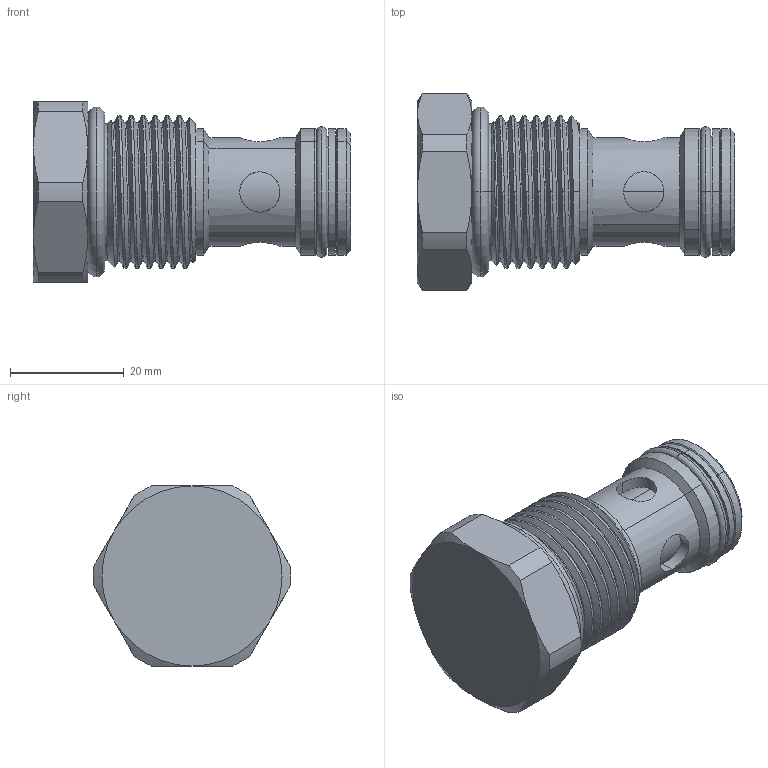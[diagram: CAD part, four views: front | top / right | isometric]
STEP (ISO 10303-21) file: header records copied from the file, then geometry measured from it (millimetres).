
FILE_DESCRIPTION (( 'STEP AP203' ), '1' );
FILE_NAME ('CV12W20-N.STEP', '2020-03-02T08:47:45', ( '' ), ( '' ), 'SwSTEP 2.0', 'SolidWorks 2018', '' );
FILE_SCHEMA (( 'CONFIG_CONTROL_DESIGN' ));
Length unit declared in the file: millimetre
Products named in the file (1): CV12W20-N
Bounding box: 55.88 x 34.78 x 31.7 mm (x, y, z)
Volume: 26044.9 mm3; surface area: 9003.6 mm2
Topology: 4 solids, 4 shells, 113 faces, 253 edges, 154 vertices
Faces by surface type: cylinder 50, cone 28, torus 16, plane 16, bspline 3
Entity records: 5539 total; most frequent: CARTESIAN_POINT 3056, ORIENTED_EDGE 506, DIRECTION 501, EDGE_CURVE 253, AXIS2_PLACEMENT_3D 217, VERTEX_POINT 154, EDGE_LOOP 125, ADVANCED_FACE 113
